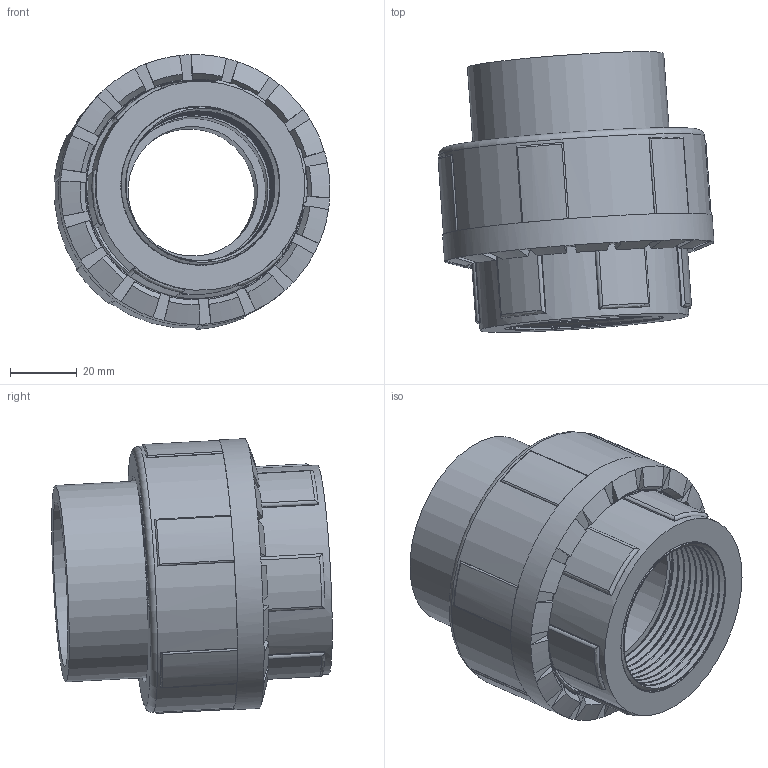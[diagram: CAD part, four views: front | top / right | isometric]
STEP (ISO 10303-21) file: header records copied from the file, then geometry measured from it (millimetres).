
FILE_DESCRIPTION(/* description */ (''),/* implementation_level */ '2;1');
FILE_NAME(/* name */ 'UN82050F.iam.stp',/* time_stamp */ '2017-02-10T10:13:14+01:00',/* author */ ('Eugenio'),/* organization */ (''),/* preprocessor_version */ 'ST-DEVELOPER v16.5',/* originating_system */ 'Autodesk Inventor 2017',/* authorisation */ '');
FILE_SCHEMA (('AUTOMOTIVE_DESIGN { 1 0 10303 214 3 1 1 }'));
Length unit declared in the file: millimetre
Products named in the file (5): UN82050F; LAV6187E; UB810500; NU830500; UE800500
Assembly tree (4 placements, depth 2):
  UN82050F
    LAV6187E
    UB810500
    NU830500
    UE800500
Bounding box: 82.72 x 84.11 x 82.38 mm (x, y, z)
Volume: 172737 mm3; surface area: 95746.9 mm2
Topology: 7 solids, 7 shells, 428 faces, 1120 edges, 734 vertices
Faces by surface type: plane 258, bspline 63, cylinder 57, cone 36, torus 14
Full cylindrical faces by diameter (mm): 38.93 x1, 40 x1, 43.8 x1, 46.99 x1, 47.8 x2, 50 x1, 57.65 x1, 59 x1, 62 x1, 62.696 x2, 62.856 x1, 63 x1, 65.71 x2, 80 x1, 81 x1
Entity records: 28275 total; most frequent: CARTESIAN_POINT 17669, ORIENTED_EDGE 2196, DIRECTION 1891, EDGE_CURVE 1098, VERTEX_POINT 731, LINE 711, VECTOR 711, AXIS2_PLACEMENT_3D 590
